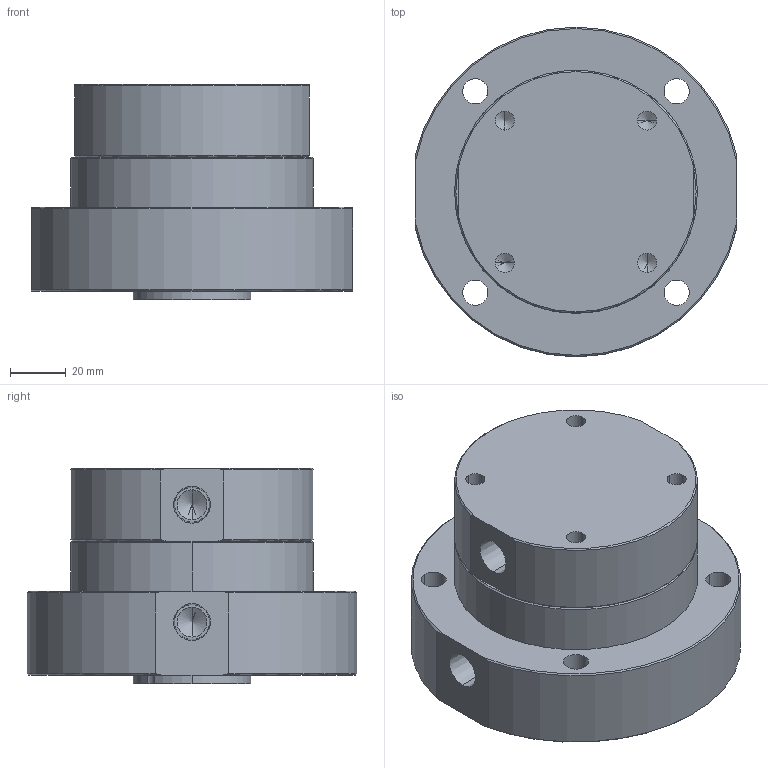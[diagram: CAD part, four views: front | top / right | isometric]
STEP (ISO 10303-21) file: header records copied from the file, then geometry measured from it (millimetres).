
FILE_DESCRIPTION (( 'STEP AP214' ), '1' );
FILE_NAME ('CJRC020-S-A.STEP', '2019-12-02T06:44:42', ( 'Windows' ), ( 'Microsoft' ), 'SwSTEP 2.0', 'SolidWorks 2015', '' );
FILE_SCHEMA (( 'AUTOMOTIVE_DESIGN' ));
Length unit declared in the file: millimetre
Products named in the file (1): CJRC020-S-A
Bounding box: 115 x 118 x 77 mm (x, y, z)
Volume: 570364.7 mm3; surface area: 64246.2 mm2
Topology: 2 solids, 2 shells, 105 faces, 254 edges, 152 vertices
Faces by surface type: cone 42, cylinder 42, plane 21
Entity records: 3117 total; most frequent: DIRECTION 552, CARTESIAN_POINT 540, ORIENTED_EDGE 468, EDGE_CURVE 234, AXIS2_PLACEMENT_3D 228, VERTEX_POINT 152, EDGE_LOOP 132, CIRCLE 122
